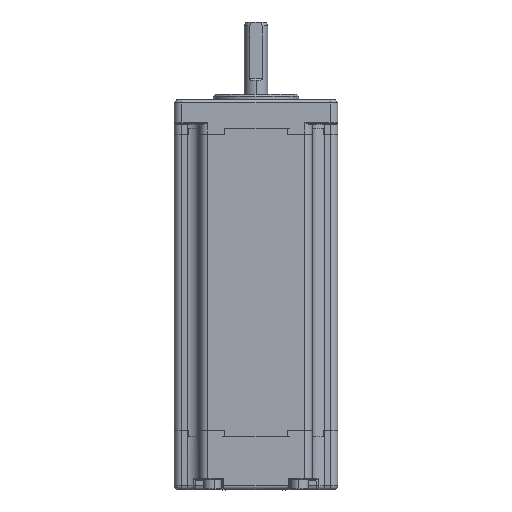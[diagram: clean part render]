
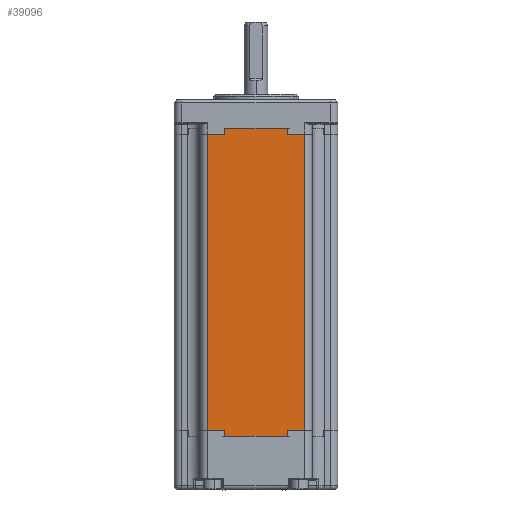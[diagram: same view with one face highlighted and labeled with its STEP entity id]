
A CAD part, front view. The second image highlights one B-rep face of the part: STEP entity #39096.
In plain terms, the highlighted planar face has unit normal (0, -1, 0).
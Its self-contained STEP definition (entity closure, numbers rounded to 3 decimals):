
#11465 = CARTESIAN_POINT ( 'NONE',  ( 8.078, -21., 39.5 ) ) ;
#27802 = VERTEX_POINT ( 'NONE', #11465 ) ;
#39051 = ORIENTED_EDGE ( 'NONE', *, *, #39055, .T. ) ;
#39055 = EDGE_CURVE ( 'NONE', #39177, #39061, #50365, .T. ) ;
#39061 = VERTEX_POINT ( 'NONE', #50352 ) ;
#39077 = VERTEX_POINT ( 'NONE', #50454 ) ;
#39083 = EDGE_CURVE ( 'NONE', #39077, #39086, #50449, .T. ) ;
#39086 = VERTEX_POINT ( 'NONE', #50441 ) ;
#39096 = ADVANCED_FACE ( 'NONE', ( #50414 ), #50411, .T. ) ;
#39100 = EDGE_LOOP ( 'NONE', ( #39103, #39106, #39154, #39159, #39167, #39171, #39051, #39247, #39253, #39119, #39126, #39138 ) ) ;
#39103 = ORIENTED_EDGE ( 'NONE', *, *, #39083, .F. ) ;
#39106 = ORIENTED_EDGE ( 'NONE', *, *, #39146, .T. ) ;
#39119 = ORIENTED_EDGE ( 'NONE', *, *, #39121, .F. ) ;
#39121 = EDGE_CURVE ( 'NONE', #39122, #27802, #49989, .T. ) ;
#39122 = VERTEX_POINT ( 'NONE', #50606 ) ;
#39126 = ORIENTED_EDGE ( 'NONE', *, *, #39129, .T. ) ;
#39129 = EDGE_CURVE ( 'NONE', #39122, #39134, #50598, .T. ) ;
#39134 = VERTEX_POINT ( 'NONE', #50576 ) ;
#39138 = ORIENTED_EDGE ( 'NONE', *, *, #39140, .T. ) ;
#39140 = EDGE_CURVE ( 'NONE', #39134, #39086, #50571, .T. ) ;
#39146 = EDGE_CURVE ( 'NONE', #39077, #39149, #50551, .T. ) ;
#39149 = VERTEX_POINT ( 'NONE', #50644 ) ;
#39154 = ORIENTED_EDGE ( 'NONE', *, *, #39156, .F. ) ;
#39156 = EDGE_CURVE ( 'NONE', #39157, #39149, #50640, .T. ) ;
#39157 = VERTEX_POINT ( 'NONE', #50635 ) ;
#39159 = ORIENTED_EDGE ( 'NONE', *, *, #39162, .T. ) ;
#39162 = EDGE_CURVE ( 'NONE', #39157, #41993, #50611, .T. ) ;
#39167 = ORIENTED_EDGE ( 'NONE', *, *, #41991, .F. ) ;
#39171 = ORIENTED_EDGE ( 'NONE', *, *, #39173, .T. ) ;
#39173 = EDGE_CURVE ( 'NONE', #42125, #39177, #50682, .T. ) ;
#39177 = VERTEX_POINT ( 'NONE', #50784 ) ;
#39247 = ORIENTED_EDGE ( 'NONE', *, *, #39249, .T. ) ;
#39249 = EDGE_CURVE ( 'NONE', #39061, #42002, #50898, .T. ) ;
#39253 = ORIENTED_EDGE ( 'NONE', *, *, #42134, .T. ) ;
#41991 = EDGE_CURVE ( 'NONE', #42125, #41993, #57299, .T. ) ;
#41993 = VERTEX_POINT ( 'NONE', #57294 ) ;
#42002 = VERTEX_POINT ( 'NONE', #57278 ) ;
#42125 = VERTEX_POINT ( 'NONE', #57541 ) ;
#42134 = EDGE_CURVE ( 'NONE', #42002, #27802, #57527, .T. ) ;
#48560 = VECTOR ( 'NONE', #49986, 1000. ) ;
#49986 = DIRECTION ( 'NONE',  ( 1., 0., 0. ) ) ;
#49987 = CARTESIAN_POINT ( 'NONE',  ( 12.351, -21., 39.5 ) ) ;
#49989 = LINE ( 'NONE', #49987, #48560 ) ;
#50352 = CARTESIAN_POINT ( 'NONE',  ( 12.351, -21., 38. ) ) ;
#50360 = DIRECTION ( 'NONE',  ( 0., 0., 1. ) ) ;
#50361 = VECTOR ( 'NONE', #50360, 1000. ) ;
#50363 = CARTESIAN_POINT ( 'NONE',  ( 12.351, -21., -39.5 ) ) ;
#50365 = LINE ( 'NONE', #50363, #50361 ) ;
#50407 = DIRECTION ( 'NONE',  ( 0., 0., -1. ) ) ;
#50408 = DIRECTION ( 'NONE',  ( 0., -1., 0. ) ) ;
#50409 = CARTESIAN_POINT ( 'NONE',  ( 12.351, -21., -39.5 ) ) ;
#50410 = AXIS2_PLACEMENT_3D ( 'NONE', #50409, #50408, #50407 ) ;
#50411 = PLANE ( 'NONE',  #50410 ) ;
#50414 = FACE_OUTER_BOUND ( 'NONE', #39100, .T. ) ;
#50441 = CARTESIAN_POINT ( 'NONE',  ( -12.351, -21., 38. ) ) ;
#50444 = DIRECTION ( 'NONE',  ( 0., 0., 1. ) ) ;
#50446 = VECTOR ( 'NONE', #50444, 1000. ) ;
#50448 = CARTESIAN_POINT ( 'NONE',  ( -12.351, -21., -39.5 ) ) ;
#50449 = LINE ( 'NONE', #50448, #50446 ) ;
#50454 = CARTESIAN_POINT ( 'NONE',  ( -12.351, -21., -38. ) ) ;
#50551 = LINE ( 'NONE', #50665, #50663 ) ;
#50565 = DIRECTION ( 'NONE',  ( -1., 0., 0. ) ) ;
#50567 = VECTOR ( 'NONE', #50565, 1000. ) ;
#50569 = CARTESIAN_POINT ( 'NONE',  ( 12.351, -21., 38. ) ) ;
#50571 = LINE ( 'NONE', #50569, #50567 ) ;
#50576 = CARTESIAN_POINT ( 'NONE',  ( -8.078, -21., 38. ) ) ;
#50594 = DIRECTION ( 'NONE',  ( 0., 0., -1. ) ) ;
#50596 = VECTOR ( 'NONE', #50594, 1000. ) ;
#50597 = CARTESIAN_POINT ( 'NONE',  ( -8.078, -21., 38. ) ) ;
#50598 = LINE ( 'NONE', #50597, #50596 ) ;
#50606 = CARTESIAN_POINT ( 'NONE',  ( -8.078, -21., 39.5 ) ) ;
#50609 = CARTESIAN_POINT ( 'NONE',  ( 12.351, -21., -39.5 ) ) ;
#50611 = LINE ( 'NONE', #50609, #50691 ) ;
#50635 = CARTESIAN_POINT ( 'NONE',  ( -8.078, -21., -39.5 ) ) ;
#50636 = DIRECTION ( 'NONE',  ( 0., 0., 1. ) ) ;
#50637 = VECTOR ( 'NONE', #50636, 1000. ) ;
#50638 = CARTESIAN_POINT ( 'NONE',  ( -8.078, -21., -38. ) ) ;
#50640 = LINE ( 'NONE', #50638, #50637 ) ;
#50644 = CARTESIAN_POINT ( 'NONE',  ( -8.078, -21., -38. ) ) ;
#50661 = DIRECTION ( 'NONE',  ( 1., 0., 0. ) ) ;
#50663 = VECTOR ( 'NONE', #50661, 1000. ) ;
#50665 = CARTESIAN_POINT ( 'NONE',  ( 12.351, -21., -38. ) ) ;
#50677 = VECTOR ( 'NONE', #50786, 1000. ) ;
#50678 = CARTESIAN_POINT ( 'NONE',  ( 12.351, -21., -38. ) ) ;
#50682 = LINE ( 'NONE', #50678, #50677 ) ;
#50689 = DIRECTION ( 'NONE',  ( 1., 0., 0. ) ) ;
#50691 = VECTOR ( 'NONE', #50689, 1000. ) ;
#50784 = CARTESIAN_POINT ( 'NONE',  ( 12.351, -21., -38. ) ) ;
#50786 = DIRECTION ( 'NONE',  ( 1., 0., 0. ) ) ;
#50893 = DIRECTION ( 'NONE',  ( -1., 0., 0. ) ) ;
#50894 = VECTOR ( 'NONE', #50893, 1000. ) ;
#50896 = CARTESIAN_POINT ( 'NONE',  ( 12.351, -21., 38. ) ) ;
#50898 = LINE ( 'NONE', #50896, #50894 ) ;
#57278 = CARTESIAN_POINT ( 'NONE',  ( 8.078, -21., 38. ) ) ;
#57294 = CARTESIAN_POINT ( 'NONE',  ( 8.078, -21., -39.5 ) ) ;
#57295 = DIRECTION ( 'NONE',  ( 0., 0., -1. ) ) ;
#57296 = VECTOR ( 'NONE', #57295, 1000. ) ;
#57298 = CARTESIAN_POINT ( 'NONE',  ( 8.078, -21., -38. ) ) ;
#57299 = LINE ( 'NONE', #57298, #57296 ) ;
#57523 = DIRECTION ( 'NONE',  ( 0., 0., 1. ) ) ;
#57525 = VECTOR ( 'NONE', #57523, 1000. ) ;
#57526 = CARTESIAN_POINT ( 'NONE',  ( 8.078, -21., 38. ) ) ;
#57527 = LINE ( 'NONE', #57526, #57525 ) ;
#57541 = CARTESIAN_POINT ( 'NONE',  ( 8.078, -21., -38. ) ) ;
